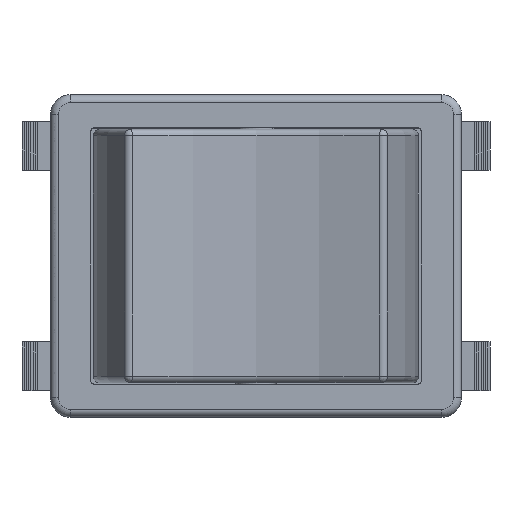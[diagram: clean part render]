
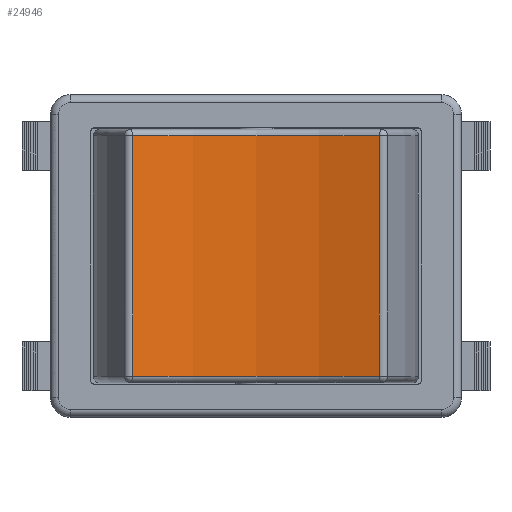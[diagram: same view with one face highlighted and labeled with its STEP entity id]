
A CAD part, top view. The second image highlights one B-rep face of the part: STEP entity #24946.
In plain terms, the highlighted cylindrical face has radius 28.263 mm (diameter 56.525 mm), a partial arc.
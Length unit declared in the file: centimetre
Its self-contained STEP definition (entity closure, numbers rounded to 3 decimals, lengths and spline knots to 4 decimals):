
#1231=CYLINDRICAL_SURFACE('',#26354,2.8263);
#1568=FACE_OUTER_BOUND('',#2910,.T.);
#2910=EDGE_LOOP('',(#16101,#16102,#16103,#16104));
#4256=CIRCLE('',#26328,2.8263);
#4264=CIRCLE('',#26339,2.8263);
#4684=LINE('',#32837,#7248);
#4687=LINE('',#32859,#7251);
#7248=VECTOR('',#27929,1.);
#7251=VECTOR('',#27962,1.);
#9745=VERTEX_POINT('',#32810);
#9749=VERTEX_POINT('',#32819);
#9751=VERTEX_POINT('',#32824);
#9755=VERTEX_POINT('',#32833);
#12232=EDGE_CURVE('',#9751,#9755,#4684,.T.);
#12234=EDGE_CURVE('',#9755,#9749,#4256,.T.);
#12242=EDGE_CURVE('',#9745,#9751,#4264,.T.);
#12245=EDGE_CURVE('',#9749,#9745,#4687,.T.);
#16101=ORIENTED_EDGE('',*,*,#12232,.F.);
#16102=ORIENTED_EDGE('',*,*,#12242,.F.);
#16103=ORIENTED_EDGE('',*,*,#12245,.F.);
#16104=ORIENTED_EDGE('',*,*,#12234,.F.);
#24946=ADVANCED_FACE('',(#1568),#1231,.F.);
#26328=AXIS2_PLACEMENT_3D('',#32840,#27933,#27934);
#26339=AXIS2_PLACEMENT_3D('',#32855,#27955,#27956);
#26354=AXIS2_PLACEMENT_3D('',#32896,#27998,#27999);
#27929=DIRECTION('',(0.,-1.,0.));
#27933=DIRECTION('center_axis',(0.,1.,0.));
#27934=DIRECTION('ref_axis',(0.,0.,
-1.));
#27955=DIRECTION('center_axis',(0.,-1.,0.));
#27956=DIRECTION('ref_axis',(0.,0.,
-1.));
#27962=DIRECTION('',(0.,1.,0.));
#27998=DIRECTION('center_axis',(0.,1.,0.));
#27999=DIRECTION('ref_axis',(-0.351,0.,0.936));
#32810=CARTESIAN_POINT('',(-0.95,0.925,2.3244));
#32819=CARTESIAN_POINT('',(-0.95,-0.925,2.3244));
#32824=CARTESIAN_POINT('',(0.95,0.925,2.3244));
#32833=CARTESIAN_POINT('',(0.95,-0.925,2.3244));
#32837=CARTESIAN_POINT('',(0.95,0.,2.3244));
#32840=CARTESIAN_POINT('Origin',(0.,-0.925,
4.9863));
#32855=CARTESIAN_POINT('Origin',(0.,0.925,
4.9863));
#32859=CARTESIAN_POINT('',(-0.95,0.,2.3244));
#32896=CARTESIAN_POINT('Origin',(0.,0.,
4.9863));
